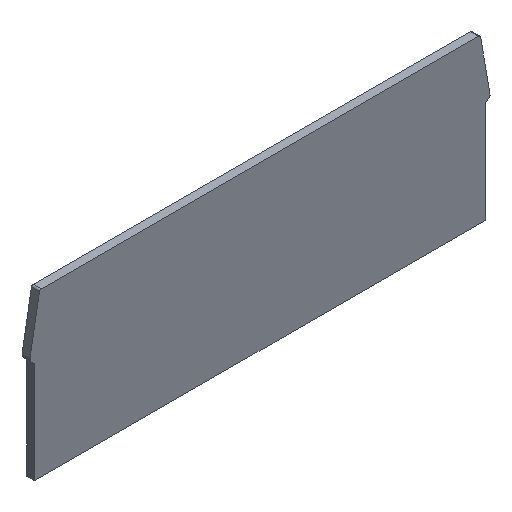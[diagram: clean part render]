
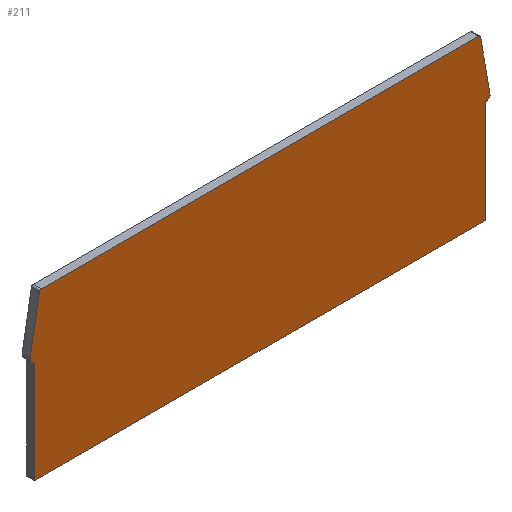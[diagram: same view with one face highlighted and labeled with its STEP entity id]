
A CAD part, isometric view. The second image highlights one B-rep face of the part: STEP entity #211.
In plain terms, the highlighted face is planar.
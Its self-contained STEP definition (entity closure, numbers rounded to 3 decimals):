
#3 = VERTEX_POINT ( 'NONE', #236 ) ;
#6 = VERTEX_POINT ( 'NONE', #605 ) ;
#7 = LINE ( 'NONE', #378, #119 ) ;
#9 = DIRECTION ( 'NONE',  ( 0., -1., 0. ) ) ;
#11 = ORIENTED_EDGE ( 'NONE', *, *, #222, .T. ) ;
#14 = VERTEX_POINT ( 'NONE', #50 ) ;
#15 = CIRCLE ( 'NONE', #359, 0.3 ) ;
#17 = LINE ( 'NONE', #470, #88 ) ;
#23 = ORIENTED_EDGE ( 'NONE', *, *, #308, .T. ) ;
#31 = DIRECTION ( 'NONE',  ( 1., 0., 0. ) ) ;
#34 = LINE ( 'NONE', #192, #410 ) ;
#38 = LINE ( 'NONE', #175, #248 ) ;
#40 = ORIENTED_EDGE ( 'NONE', *, *, #373, .T. ) ;
#48 = DIRECTION ( 'NONE',  ( -1., 0., 0. ) ) ;
#49 = CARTESIAN_POINT ( 'NONE',  ( 0., -42.25, -11.646 ) ) ;
#50 = CARTESIAN_POINT ( 'NONE',  ( 0., 42.338, -11.434 ) ) ;
#56 = AXIS2_PLACEMENT_3D ( 'NONE', #232, #189, #568 ) ;
#61 = LINE ( 'NONE', #323, #132 ) ;
#71 = CARTESIAN_POINT ( 'NONE',  ( 0., 43.1, -10.338 ) ) ;
#72 = EDGE_CURVE ( 'NONE', #203, #558, #498, .T. ) ;
#73 = VERTEX_POINT ( 'NONE', #103 ) ;
#75 = DIRECTION ( 'NONE',  ( 0., 0., 1. ) ) ;
#86 = ORIENTED_EDGE ( 'NONE', *, *, #287, .T. ) ;
#88 = VECTOR ( 'NONE', #437, 1000. ) ;
#91 = EDGE_CURVE ( 'NONE', #394, #3, #318, .T. ) ;
#92 = ORIENTED_EDGE ( 'NONE', *, *, #98, .T. ) ;
#94 = CARTESIAN_POINT ( 'NONE',  ( 0., 41.025, -0.3 ) ) ;
#98 = EDGE_CURVE ( 'NONE', #6, #394, #513, .T. ) ;
#99 = DIRECTION ( 'NONE',  ( 0., 0.174, -0.985 ) ) ;
#101 = EDGE_CURVE ( 'NONE', #242, #506, #279, .T. ) ;
#103 = CARTESIAN_POINT ( 'NONE',  ( 0., 43.1, -10.589 ) ) ;
#104 = AXIS2_PLACEMENT_3D ( 'NONE', #587, #251, #75 ) ;
#106 = CARTESIAN_POINT ( 'NONE',  ( 0., -43.1, -10.338 ) ) ;
#112 = EDGE_CURVE ( 'NONE', #233, #242, #463, .T. ) ;
#115 = VECTOR ( 'NONE', #9, 1000. ) ;
#118 = EDGE_CURVE ( 'NONE', #558, #195, #61, .T. ) ;
#119 = VECTOR ( 'NONE', #570, 1000. ) ;
#120 = DIRECTION ( 'NONE',  ( 0., 1., 0. ) ) ;
#124 = EDGE_CURVE ( 'NONE', #14, #233, #471, .T. ) ;
#127 = CARTESIAN_POINT ( 'NONE',  ( 0., -42.55, -11.646 ) ) ;
#132 = VECTOR ( 'NONE', #99, 1000. ) ;
#136 = DIRECTION ( 'NONE',  ( 1., 0., 0. ) ) ;
#139 = ORIENTED_EDGE ( 'NONE', *, *, #447, .T. ) ;
#141 = ORIENTED_EDGE ( 'NONE', *, *, #112, .T. ) ;
#145 = CARTESIAN_POINT ( 'NONE',  ( 0., -42.338, -11.434 ) ) ;
#148 = PLANE ( 'NONE',  #542 ) ;
#151 = ORIENTED_EDGE ( 'NONE', *, *, #416, .T. ) ;
#173 = CARTESIAN_POINT ( 'NONE',  ( 0., 42.25, -11.646 ) ) ;
#175 = CARTESIAN_POINT ( 'NONE',  ( 0., -43.1, -10.338 ) ) ;
#177 = DIRECTION ( 'NONE',  ( 0., 1., 0. ) ) ;
#189 = DIRECTION ( 'NONE',  ( -1., 0., 0. ) ) ;
#192 = CARTESIAN_POINT ( 'NONE',  ( 0., -43.1, -10.589 ) ) ;
#195 = VERTEX_POINT ( 'NONE', #527 ) ;
#202 = CARTESIAN_POINT ( 'NONE',  ( 0., -41.025, -0.3 ) ) ;
#203 = VERTEX_POINT ( 'NONE', #521 ) ;
#207 = VERTEX_POINT ( 'NONE', #106 ) ;
#211 = ADVANCED_FACE ( 'NONE', ( #434 ), #148, .T. ) ;
#222 = EDGE_CURVE ( 'NONE', #474, #274, #15, .T. ) ;
#224 = CARTESIAN_POINT ( 'NONE',  ( 0., -42.25, -30.5 ) ) ;
#232 = CARTESIAN_POINT ( 'NONE',  ( 0., -42.9, -10.589 ) ) ;
#233 = VERTEX_POINT ( 'NONE', #173 ) ;
#236 = CARTESIAN_POINT ( 'NONE',  ( 0., -43.1, -10.589 ) ) ;
#240 = AXIS2_PLACEMENT_3D ( 'NONE', #94, #48, #337 ) ;
#242 = VERTEX_POINT ( 'NONE', #423 ) ;
#244 = DIRECTION ( 'NONE',  ( 0., 0., 1. ) ) ;
#248 = VECTOR ( 'NONE', #551, 1000. ) ;
#251 = DIRECTION ( 'NONE',  ( -1., 0., 0. ) ) ;
#252 = AXIS2_PLACEMENT_3D ( 'NONE', #127, #31, #177 ) ;
#260 = LINE ( 'NONE', #71, #497 ) ;
#270 = VECTOR ( 'NONE', #120, 1000. ) ;
#274 = VERTEX_POINT ( 'NONE', #547 ) ;
#279 = LINE ( 'NONE', #290, #115 ) ;
#280 = ORIENTED_EDGE ( 'NONE', *, *, #118, .T. ) ;
#282 = DIRECTION ( 'NONE',  ( -1., 0., 0. ) ) ;
#287 = EDGE_CURVE ( 'NONE', #3, #207, #34, .T. ) ;
#289 = VECTOR ( 'NONE', #427, 1000. ) ;
#290 = CARTESIAN_POINT ( 'NONE',  ( 0., -25.873, -30.5 ) ) ;
#292 = DIRECTION ( 'NONE',  ( 0., 1., 0. ) ) ;
#293 = ORIENTED_EDGE ( 'NONE', *, *, #101, .T. ) ;
#298 = ORIENTED_EDGE ( 'NONE', *, *, #91, .T. ) ;
#305 = DIRECTION ( 'NONE',  ( 0., 0., -1. ) ) ;
#308 = EDGE_CURVE ( 'NONE', #586, #6, #507, .T. ) ;
#318 = CIRCLE ( 'NONE', #56, 0.2 ) ;
#321 = CARTESIAN_POINT ( 'NONE',  ( 0., 41.321, -0.248 ) ) ;
#323 = CARTESIAN_POINT ( 'NONE',  ( 0., 41.321, -0.248 ) ) ;
#331 = CARTESIAN_POINT ( 'NONE',  ( 0., 42.25, -11.646 ) ) ;
#337 = DIRECTION ( 'NONE',  ( 0., 1., 0. ) ) ;
#343 = CARTESIAN_POINT ( 'NONE',  ( 0., -43.041, -10.73 ) ) ;
#359 = AXIS2_PLACEMENT_3D ( 'NONE', #202, #390, #449 ) ;
#373 = EDGE_CURVE ( 'NONE', #195, #73, #260, .T. ) ;
#377 = ORIENTED_EDGE ( 'NONE', *, *, #563, .T. ) ;
#378 = CARTESIAN_POINT ( 'NONE',  ( 0., -42.25, -21.4 ) ) ;
#380 = DIRECTION ( 'NONE',  ( 0., 0., 1. ) ) ;
#390 = DIRECTION ( 'NONE',  ( -1., 0., 0. ) ) ;
#394 = VERTEX_POINT ( 'NONE', #343 ) ;
#396 = EDGE_CURVE ( 'NONE', #73, #430, #444, .T. ) ;
#404 = VECTOR ( 'NONE', #518, 1000. ) ;
#410 = VECTOR ( 'NONE', #380, 1000. ) ;
#416 = EDGE_CURVE ( 'NONE', #430, #14, #17, .T. ) ;
#418 = ORIENTED_EDGE ( 'NONE', *, *, #541, .T. ) ;
#421 = EDGE_LOOP ( 'NONE', ( #11, #377, #455, #280, #40, #574, #151, #588, #141, #293, #139, #23, #92, #298, #86, #418 ) ) ;
#423 = CARTESIAN_POINT ( 'NONE',  ( 0., 42.25, -30.5 ) ) ;
#427 = DIRECTION ( 'NONE',  ( 0., -0.707, 0.707 ) ) ;
#430 = VERTEX_POINT ( 'NONE', #475 ) ;
#434 = FACE_OUTER_BOUND ( 'NONE', #421, .T. ) ;
#437 = DIRECTION ( 'NONE',  ( 0., -0.707, -0.707 ) ) ;
#444 = CIRCLE ( 'NONE', #104, 0.2 ) ;
#447 = EDGE_CURVE ( 'NONE', #506, #586, #7, .T. ) ;
#448 = AXIS2_PLACEMENT_3D ( 'NONE', #466, #136, #244 ) ;
#449 = DIRECTION ( 'NONE',  ( 0., 1., 0. ) ) ;
#455 = ORIENTED_EDGE ( 'NONE', *, *, #72, .T. ) ;
#463 = LINE ( 'NONE', #331, #404 ) ;
#466 = CARTESIAN_POINT ( 'NONE',  ( 0., 42.55, -11.646 ) ) ;
#470 = CARTESIAN_POINT ( 'NONE',  ( 0., 43.041, -10.73 ) ) ;
#471 = CIRCLE ( 'NONE', #448, 0.3 ) ;
#474 = VERTEX_POINT ( 'NONE', #566 ) ;
#475 = CARTESIAN_POINT ( 'NONE',  ( 0., 43.041, -10.73 ) ) ;
#497 = VECTOR ( 'NONE', #305, 1000. ) ;
#498 = CIRCLE ( 'NONE', #240, 0.3 ) ;
#503 = LINE ( 'NONE', #543, #270 ) ;
#506 = VERTEX_POINT ( 'NONE', #224 ) ;
#507 = CIRCLE ( 'NONE', #252, 0.3 ) ;
#513 = LINE ( 'NONE', #145, #289 ) ;
#518 = DIRECTION ( 'NONE',  ( 0., 0., -1. ) ) ;
#521 = CARTESIAN_POINT ( 'NONE',  ( 0., 41.025, 0. ) ) ;
#527 = CARTESIAN_POINT ( 'NONE',  ( 0., 43.1, -10.338 ) ) ;
#541 = EDGE_CURVE ( 'NONE', #207, #474, #38, .T. ) ;
#542 = AXIS2_PLACEMENT_3D ( 'NONE', #571, #282, #292 ) ;
#543 = CARTESIAN_POINT ( 'NONE',  ( 0., -1.146, 0. ) ) ;
#547 = CARTESIAN_POINT ( 'NONE',  ( 0., -41.025, 0. ) ) ;
#551 = DIRECTION ( 'NONE',  ( 0., 0.174, 0.985 ) ) ;
#558 = VERTEX_POINT ( 'NONE', #321 ) ;
#563 = EDGE_CURVE ( 'NONE', #274, #203, #503, .T. ) ;
#566 = CARTESIAN_POINT ( 'NONE',  ( 0., -41.321, -0.248 ) ) ;
#568 = DIRECTION ( 'NONE',  ( 0., 1., 0. ) ) ;
#570 = DIRECTION ( 'NONE',  ( 0., 0., 1. ) ) ;
#571 = CARTESIAN_POINT ( 'NONE',  ( 0., -41.025, -0.3 ) ) ;
#574 = ORIENTED_EDGE ( 'NONE', *, *, #396, .T. ) ;
#586 = VERTEX_POINT ( 'NONE', #49 ) ;
#587 = CARTESIAN_POINT ( 'NONE',  ( 0., 42.9, -10.589 ) ) ;
#588 = ORIENTED_EDGE ( 'NONE', *, *, #124, .T. ) ;
#605 = CARTESIAN_POINT ( 'NONE',  ( 0., -42.338, -11.434 ) ) ;
